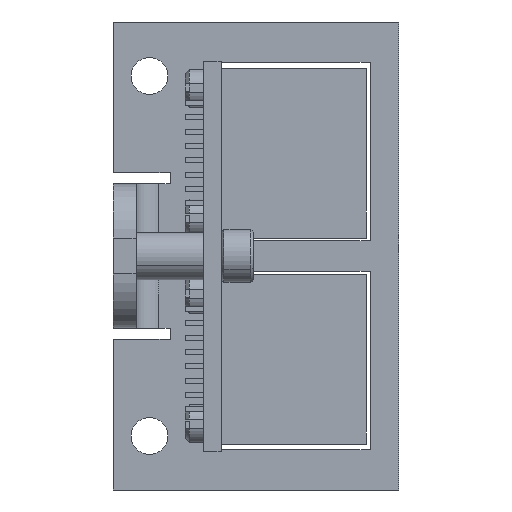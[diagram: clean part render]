
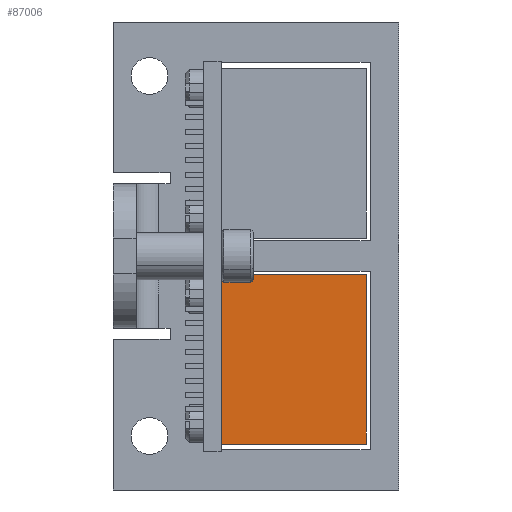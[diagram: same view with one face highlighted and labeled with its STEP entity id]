
A CAD part, front view. The second image highlights one B-rep face of the part: STEP entity #87006.
In plain terms, the highlighted face is planar.
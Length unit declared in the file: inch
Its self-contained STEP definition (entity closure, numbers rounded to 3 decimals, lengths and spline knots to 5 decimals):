
#890 = ORIENTED_EDGE ( 'NONE', *, *, #81402, .F. ) ;
#1931 = VERTEX_POINT ( 'NONE', #50985 ) ;
#6794 = EDGE_LOOP ( 'NONE', ( #15414, #103447, #11259, #890 ) ) ;
#7566 = LINE ( 'NONE', #45098, #70459 ) ;
#10932 = DIRECTION ( 'NONE',  ( 0., -1., 0. ) ) ;
#11259 = ORIENTED_EDGE ( 'NONE', *, *, #40845, .F. ) ;
#14072 = VERTEX_POINT ( 'NONE', #18193 ) ;
#15297 = LINE ( 'NONE', #104279, #100811 ) ;
#15414 = ORIENTED_EDGE ( 'NONE', *, *, #105695, .F. ) ;
#18193 = CARTESIAN_POINT ( 'NONE',  ( 0.295, 0.252, 0. ) ) ;
#28288 = VERTEX_POINT ( 'NONE', #122628 ) ;
#37355 = DIRECTION ( 'NONE',  ( -1., 0., 0. ) ) ;
#40845 = EDGE_CURVE ( 'NONE', #1931, #14072, #7566, .T. ) ;
#41328 = AXIS2_PLACEMENT_3D ( 'NONE', #79909, #99204, #119025 ) ;
#45098 = CARTESIAN_POINT ( 'NONE',  ( 0.295, 0.252, 0. ) ) ;
#46849 = DIRECTION ( 'NONE',  ( 1., 0., 0. ) ) ;
#47248 = CARTESIAN_POINT ( 'NONE',  ( -0.295, -0.252, 0. ) ) ;
#50985 = CARTESIAN_POINT ( 'NONE',  ( 0.295, -0.252, 0. ) ) ;
#55517 = DIRECTION ( 'NONE',  ( 0., 1., 0. ) ) ;
#64320 = FACE_OUTER_BOUND ( 'NONE', #6794, .T. ) ;
#64512 = VECTOR ( 'NONE', #37355, 39.37008 ) ;
#70459 = VECTOR ( 'NONE', #55517, 39.37008 ) ;
#79909 = CARTESIAN_POINT ( 'NONE',  ( -0.295, -0.252, 0. ) ) ;
#81402 = EDGE_CURVE ( 'NONE', #121974, #1931, #15297, .T. ) ;
#87006 = ADVANCED_FACE ( 'NONE', ( #64320 ), #117365, .F. ) ;
#87564 = CARTESIAN_POINT ( 'NONE',  ( -0.295, 0.252, 0. ) ) ;
#89915 = VECTOR ( 'NONE', #10932, 39.37008 ) ;
#99204 = DIRECTION ( 'NONE',  ( 0., 0., 1. ) ) ;
#100811 = VECTOR ( 'NONE', #46849, 39.37008 ) ;
#103447 = ORIENTED_EDGE ( 'NONE', *, *, #105449, .F. ) ;
#104279 = CARTESIAN_POINT ( 'NONE',  ( -0.295, -0.252, 0. ) ) ;
#105449 = EDGE_CURVE ( 'NONE', #14072, #28288, #106505, .T. ) ;
#105695 = EDGE_CURVE ( 'NONE', #28288, #121974, #115483, .T. ) ;
#106505 = LINE ( 'NONE', #114052, #64512 ) ;
#114052 = CARTESIAN_POINT ( 'NONE',  ( -0.295, 0.252, 0. ) ) ;
#115483 = LINE ( 'NONE', #87564, #89915 ) ;
#117365 = PLANE ( 'NONE',  #41328 ) ;
#119025 = DIRECTION ( 'NONE',  ( 1., 0., 0. ) ) ;
#121974 = VERTEX_POINT ( 'NONE', #47248 ) ;
#122628 = CARTESIAN_POINT ( 'NONE',  ( -0.295, 0.252, 0. ) ) ;
